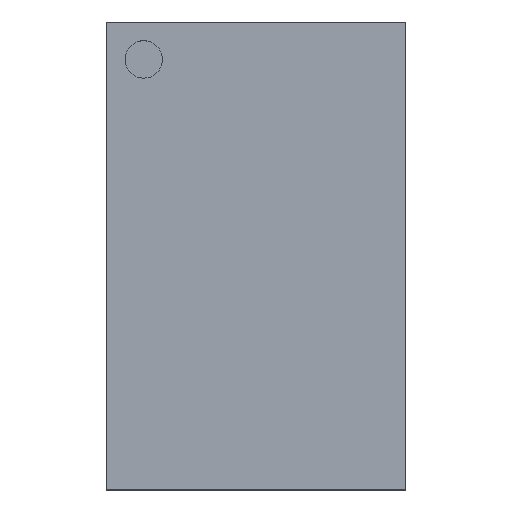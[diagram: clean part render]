
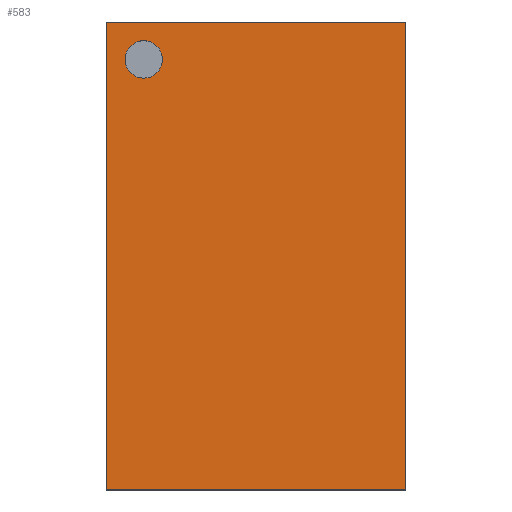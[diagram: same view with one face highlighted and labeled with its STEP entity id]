
A CAD part, top view. The second image highlights one B-rep face of the part: STEP entity #583.
In plain terms, the highlighted planar face has unit normal (0, 0, 1).
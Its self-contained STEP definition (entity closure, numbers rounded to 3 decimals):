
#394 = VERTEX_POINT('',#395);
#395 = CARTESIAN_POINT('',(-2.,-3.125,2.42));
#402 = PLANE('',#403);
#403 = AXIS2_PLACEMENT_3D('',#404,#405,#406);
#404 = CARTESIAN_POINT('',(-2.,-3.125,0.5));
#405 = DIRECTION('',(1.,0.,0.));
#406 = DIRECTION('',(0.,0.,1.));
#414 = PLANE('',#415);
#415 = AXIS2_PLACEMENT_3D('',#416,#417,#418);
#416 = CARTESIAN_POINT('',(-2.,-3.125,0.5));
#417 = DIRECTION('',(0.,1.,0.));
#418 = DIRECTION('',(0.,0.,1.));
#455 = VERTEX_POINT('',#456);
#456 = CARTESIAN_POINT('',(-2.,3.125,2.42));
#470 = PLANE('',#471);
#471 = AXIS2_PLACEMENT_3D('',#472,#473,#474);
#472 = CARTESIAN_POINT('',(-2.,3.125,0.5));
#473 = DIRECTION('',(0.,1.,0.));
#474 = DIRECTION('',(0.,0.,1.));
#482 = EDGE_CURVE('',#394,#455,#483,.T.);
#483 = SURFACE_CURVE('',#484,(#488,#495),.PCURVE_S1.);
#484 = LINE('',#485,#486);
#485 = CARTESIAN_POINT('',(-2.,-3.125,2.42));
#486 = VECTOR('',#487,1.);
#487 = DIRECTION('',(0.,1.,0.));
#488 = PCURVE('',#402,#489);
#489 = DEFINITIONAL_REPRESENTATION('',(#490),#494);
#490 = LINE('',#491,#492);
#491 = CARTESIAN_POINT('',(1.92,0.));
#492 = VECTOR('',#493,1.);
#493 = DIRECTION('',(0.,-1.));
#494 = ( GEOMETRIC_REPRESENTATION_CONTEXT(2) 
PARAMETRIC_REPRESENTATION_CONTEXT() REPRESENTATION_CONTEXT('2D SPACE',''
  ) );
#495 = PCURVE('',#496,#501);
#496 = PLANE('',#497);
#497 = AXIS2_PLACEMENT_3D('',#498,#499,#500);
#498 = CARTESIAN_POINT('',(-2.,-3.125,2.42));
#499 = DIRECTION('',(0.,0.,1.));
#500 = DIRECTION('',(1.,0.,0.));
#501 = DEFINITIONAL_REPRESENTATION('',(#502),#506);
#502 = LINE('',#503,#504);
#503 = CARTESIAN_POINT('',(0.,0.));
#504 = VECTOR('',#505,1.);
#505 = DIRECTION('',(0.,1.));
#506 = ( GEOMETRIC_REPRESENTATION_CONTEXT(2) 
PARAMETRIC_REPRESENTATION_CONTEXT() REPRESENTATION_CONTEXT('2D SPACE',''
  ) );
#535 = EDGE_CURVE('',#394,#536,#538,.T.);
#536 = VERTEX_POINT('',#537);
#537 = CARTESIAN_POINT('',(2.,-3.125,2.42));
#538 = SURFACE_CURVE('',#539,(#543,#550),.PCURVE_S1.);
#539 = LINE('',#540,#541);
#540 = CARTESIAN_POINT('',(-2.,-3.125,2.42));
#541 = VECTOR('',#542,1.);
#542 = DIRECTION('',(1.,0.,0.));
#543 = PCURVE('',#414,#544);
#544 = DEFINITIONAL_REPRESENTATION('',(#545),#549);
#545 = LINE('',#546,#547);
#546 = CARTESIAN_POINT('',(1.92,0.));
#547 = VECTOR('',#548,1.);
#548 = DIRECTION('',(0.,1.));
#549 = ( GEOMETRIC_REPRESENTATION_CONTEXT(2) 
PARAMETRIC_REPRESENTATION_CONTEXT() REPRESENTATION_CONTEXT('2D SPACE',''
  ) );
#550 = PCURVE('',#496,#551);
#551 = DEFINITIONAL_REPRESENTATION('',(#552),#556);
#552 = LINE('',#553,#554);
#553 = CARTESIAN_POINT('',(0.,0.));
#554 = VECTOR('',#555,1.);
#555 = DIRECTION('',(1.,0.));
#556 = ( GEOMETRIC_REPRESENTATION_CONTEXT(2) 
PARAMETRIC_REPRESENTATION_CONTEXT() REPRESENTATION_CONTEXT('2D SPACE',''
  ) );
#572 = PLANE('',#573);
#573 = AXIS2_PLACEMENT_3D('',#574,#575,#576);
#574 = CARTESIAN_POINT('',(2.,-3.125,0.5));
#575 = DIRECTION('',(1.,0.,0.));
#576 = DIRECTION('',(0.,0.,1.));
#583 = ADVANCED_FACE('',(#584,#632),#496,.T.);
#584 = FACE_BOUND('',#585,.T.);
#585 = EDGE_LOOP('',(#586,#587,#588,#611));
#586 = ORIENTED_EDGE('',*,*,#482,.F.);
#587 = ORIENTED_EDGE('',*,*,#535,.T.);
#588 = ORIENTED_EDGE('',*,*,#589,.T.);
#589 = EDGE_CURVE('',#536,#590,#592,.T.);
#590 = VERTEX_POINT('',#591);
#591 = CARTESIAN_POINT('',(2.,3.125,2.42));
#592 = SURFACE_CURVE('',#593,(#597,#604),.PCURVE_S1.);
#593 = LINE('',#594,#595);
#594 = CARTESIAN_POINT('',(2.,-3.125,2.42));
#595 = VECTOR('',#596,1.);
#596 = DIRECTION('',(0.,1.,0.));
#597 = PCURVE('',#496,#598);
#598 = DEFINITIONAL_REPRESENTATION('',(#599),#603);
#599 = LINE('',#600,#601);
#600 = CARTESIAN_POINT('',(4.,0.));
#601 = VECTOR('',#602,1.);
#602 = DIRECTION('',(0.,1.));
#603 = ( GEOMETRIC_REPRESENTATION_CONTEXT(2) 
PARAMETRIC_REPRESENTATION_CONTEXT() REPRESENTATION_CONTEXT('2D SPACE',''
  ) );
#604 = PCURVE('',#572,#605);
#605 = DEFINITIONAL_REPRESENTATION('',(#606),#610);
#606 = LINE('',#607,#608);
#607 = CARTESIAN_POINT('',(1.92,0.));
#608 = VECTOR('',#609,1.);
#609 = DIRECTION('',(0.,-1.));
#610 = ( GEOMETRIC_REPRESENTATION_CONTEXT(2) 
PARAMETRIC_REPRESENTATION_CONTEXT() REPRESENTATION_CONTEXT('2D SPACE',''
  ) );
#611 = ORIENTED_EDGE('',*,*,#612,.F.);
#612 = EDGE_CURVE('',#455,#590,#613,.T.);
#613 = SURFACE_CURVE('',#614,(#618,#625),.PCURVE_S1.);
#614 = LINE('',#615,#616);
#615 = CARTESIAN_POINT('',(-2.,3.125,2.42));
#616 = VECTOR('',#617,1.);
#617 = DIRECTION('',(1.,0.,0.));
#618 = PCURVE('',#496,#619);
#619 = DEFINITIONAL_REPRESENTATION('',(#620),#624);
#620 = LINE('',#621,#622);
#621 = CARTESIAN_POINT('',(0.,6.25));
#622 = VECTOR('',#623,1.);
#623 = DIRECTION('',(1.,0.));
#624 = ( GEOMETRIC_REPRESENTATION_CONTEXT(2) 
PARAMETRIC_REPRESENTATION_CONTEXT() REPRESENTATION_CONTEXT('2D SPACE',''
  ) );
#625 = PCURVE('',#470,#626);
#626 = DEFINITIONAL_REPRESENTATION('',(#627),#631);
#627 = LINE('',#628,#629);
#628 = CARTESIAN_POINT('',(1.92,0.));
#629 = VECTOR('',#630,1.);
#630 = DIRECTION('',(0.,1.));
#631 = ( GEOMETRIC_REPRESENTATION_CONTEXT(2) 
PARAMETRIC_REPRESENTATION_CONTEXT() REPRESENTATION_CONTEXT('2D SPACE',''
  ) );
#632 = FACE_BOUND('',#633,.T.);
#633 = EDGE_LOOP('',(#634));
#634 = ORIENTED_EDGE('',*,*,#635,.F.);
#635 = EDGE_CURVE('',#636,#636,#638,.T.);
#636 = VERTEX_POINT('',#637);
#637 = CARTESIAN_POINT('',(-1.25,2.625,2.42));
#638 = SURFACE_CURVE('',#639,(#644,#651),.PCURVE_S1.);
#639 = CIRCLE('',#640,0.25);
#640 = AXIS2_PLACEMENT_3D('',#641,#642,#643);
#641 = CARTESIAN_POINT('',(-1.5,2.625,2.42));
#642 = DIRECTION('',(0.,0.,1.));
#643 = DIRECTION('',(1.,0.,0.));
#644 = PCURVE('',#496,#645);
#645 = DEFINITIONAL_REPRESENTATION('',(#646),#650);
#646 = CIRCLE('',#647,0.25);
#647 = AXIS2_PLACEMENT_2D('',#648,#649);
#648 = CARTESIAN_POINT('',(0.5,5.75));
#649 = DIRECTION('',(1.,0.));
#650 = ( GEOMETRIC_REPRESENTATION_CONTEXT(2) 
PARAMETRIC_REPRESENTATION_CONTEXT() REPRESENTATION_CONTEXT('2D SPACE',''
  ) );
#651 = PCURVE('',#652,#657);
#652 = CYLINDRICAL_SURFACE('',#653,0.25);
#653 = AXIS2_PLACEMENT_3D('',#654,#655,#656);
#654 = CARTESIAN_POINT('',(-1.5,2.625,2.178));
#655 = DIRECTION('',(0.,0.,1.));
#656 = DIRECTION('',(1.,0.,0.));
#657 = DEFINITIONAL_REPRESENTATION('',(#658),#662);
#658 = LINE('',#659,#660);
#659 = CARTESIAN_POINT('',(0.,0.242));
#660 = VECTOR('',#661,1.);
#661 = DIRECTION('',(1.,0.));
#662 = ( GEOMETRIC_REPRESENTATION_CONTEXT(2) 
PARAMETRIC_REPRESENTATION_CONTEXT() REPRESENTATION_CONTEXT('2D SPACE',''
  ) );
